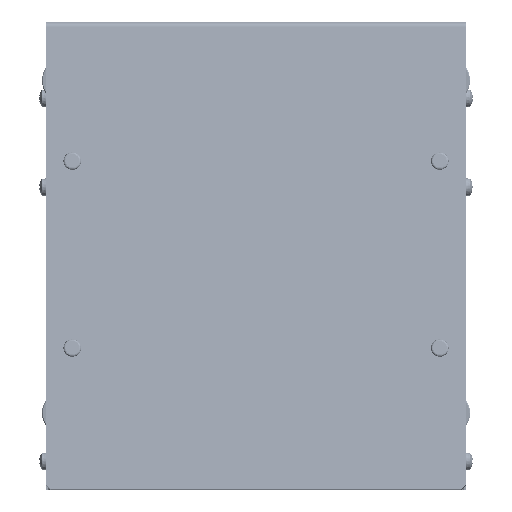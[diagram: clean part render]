
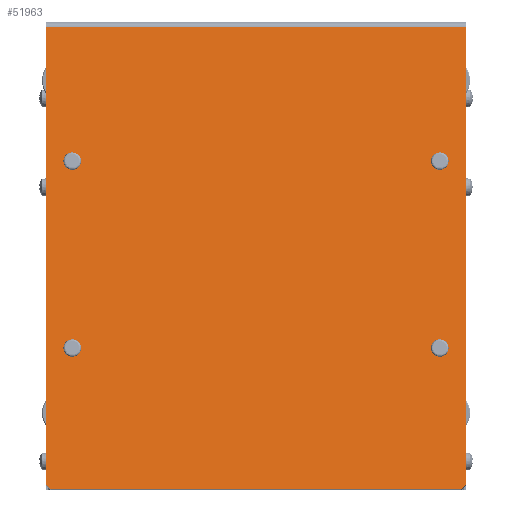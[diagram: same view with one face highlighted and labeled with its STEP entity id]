
A CAD part, left-side view. The second image highlights one B-rep face of the part: STEP entity #51963.
In plain terms, the highlighted face is planar.
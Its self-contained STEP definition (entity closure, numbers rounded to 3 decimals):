
#2993=FACE_BOUND('',#10505,.T.);
#2994=FACE_BOUND('',#10506,.T.);
#2995=FACE_BOUND('',#10507,.T.);
#2996=FACE_BOUND('',#10508,.T.);
#4474=CIRCLE('',#55995,2.);
#4476=CIRCLE('',#55998,2.);
#4478=CIRCLE('',#56001,2.);
#4480=CIRCLE('',#56004,2.);
#7126=FACE_OUTER_BOUND('',#10504,.T.);
#10504=EDGE_LOOP('',(#44378,#44379,#44380,#44381,#44382,#44383));
#10505=EDGE_LOOP('',(#44384));
#10506=EDGE_LOOP('',(#44385));
#10507=EDGE_LOOP('',(#44386));
#10508=EDGE_LOOP('',(#44387));
#15701=LINE('',#83649,#20641);
#15705=LINE('',#83657,#20645);
#15708=LINE('',#83663,#20648);
#15709=LINE('',#83665,#20649);
#15710=LINE('',#83667,#20650);
#15711=LINE('',#83668,#20651);
#20641=VECTOR('',#68168,2.828);
#20645=VECTOR('',#68174,186.);
#20648=VECTOR('',#68179,210.483);
#20649=VECTOR('',#68180,190.);
#20650=VECTOR('',#68181,210.483);
#20651=VECTOR('',#68182,2.828);
#25039=VERTEX_POINT('',#83598);
#25041=VERTEX_POINT('',#83603);
#25043=VERTEX_POINT('',#83608);
#25045=VERTEX_POINT('',#83613);
#25057=VERTEX_POINT('',#83647);
#25058=VERTEX_POINT('',#83648);
#25061=VERTEX_POINT('',#83656);
#25063=VERTEX_POINT('',#83662);
#25064=VERTEX_POINT('',#83664);
#25065=VERTEX_POINT('',#83666);
#31713=EDGE_CURVE('',#25039,#25039,#4474,.T.);
#31715=EDGE_CURVE('',#25041,#25041,#4476,.T.);
#31717=EDGE_CURVE('',#25043,#25043,#4478,.T.);
#31719=EDGE_CURVE('',#25045,#25045,#4480,.T.);
#31735=EDGE_CURVE('',#25057,#25058,#15701,.T.);
#31739=EDGE_CURVE('',#25058,#25061,#15705,.T.);
#31742=EDGE_CURVE('',#25063,#25057,#15708,.T.);
#31743=EDGE_CURVE('',#25063,#25064,#15709,.T.);
#31744=EDGE_CURVE('',#25065,#25064,#15710,.T.);
#31745=EDGE_CURVE('',#25061,#25065,#15711,.T.);
#44378=ORIENTED_EDGE('',*,*,#31735,.F.);
#44379=ORIENTED_EDGE('',*,*,#31742,.F.);
#44380=ORIENTED_EDGE('',*,*,#31743,.T.);
#44381=ORIENTED_EDGE('',*,*,#31744,.F.);
#44382=ORIENTED_EDGE('',*,*,#31745,.F.);
#44383=ORIENTED_EDGE('',*,*,#31739,.F.);
#44384=ORIENTED_EDGE('',*,*,#31713,.T.);
#44385=ORIENTED_EDGE('',*,*,#31715,.T.);
#44386=ORIENTED_EDGE('',*,*,#31717,.T.);
#44387=ORIENTED_EDGE('',*,*,#31719,.T.);
#49591=PLANE('',#56012);
#51963=ADVANCED_FACE('',(#7126,#2993,#2994,#2995,#2996),#49591,.T.);
#55995=AXIS2_PLACEMENT_3D('',#83599,#68121,#68122);
#55998=AXIS2_PLACEMENT_3D('',#83604,#68127,#68128);
#56001=AXIS2_PLACEMENT_3D('',#83609,#68133,#68134);
#56004=AXIS2_PLACEMENT_3D('',#83614,#68139,#68140);
#56012=AXIS2_PLACEMENT_3D('',#83661,#68177,#68178);
#68121=DIRECTION('center_axis',(0.,0.,-1.));
#68122=DIRECTION('ref_axis',(1.,0.,0.));
#68127=DIRECTION('center_axis',(0.,0.,-1.));
#68128=DIRECTION('ref_axis',(1.,0.,0.));
#68133=DIRECTION('center_axis',(0.,0.,-1.));
#68134=DIRECTION('ref_axis',(1.,0.,0.));
#68139=DIRECTION('center_axis',(0.,0.,-1.));
#68140=DIRECTION('ref_axis',(1.,0.,0.));
#68168=DIRECTION('',(0.707,0.707,0.));
#68174=DIRECTION('',(1.,0.,0.));
#68177=DIRECTION('center_axis',(0.,0.,1.));
#68178=DIRECTION('ref_axis',(1.,0.,0.));
#68179=DIRECTION('',(0.,1.,0.));
#68180=DIRECTION('',(1.,0.,0.));
#68181=DIRECTION('',(0.,-1.,0.));
#68182=DIRECTION('',(0.707,-0.707,0.));
#83598=CARTESIAN_POINT('',(-81.25,-43.5,1.5));
#83599=CARTESIAN_POINT('Origin',(-83.25,-43.5,1.5));
#83603=CARTESIAN_POINT('',(85.25,-43.5,1.5));
#83604=CARTESIAN_POINT('Origin',(83.25,-43.5,1.5));
#83608=CARTESIAN_POINT('',(85.25,42.5,1.5));
#83609=CARTESIAN_POINT('Origin',(83.25,42.5,1.5));
#83613=CARTESIAN_POINT('',(-81.25,42.5,1.5));
#83614=CARTESIAN_POINT('Origin',(-83.25,42.5,1.5));
#83647=CARTESIAN_POINT('',(-95.,105.5,1.5));
#83648=CARTESIAN_POINT('',(-93.,107.5,1.5));
#83649=CARTESIAN_POINT('',(-97.125,103.375,1.5));
#83656=CARTESIAN_POINT('',(93.,107.5,1.5));
#83657=CARTESIAN_POINT('',(95.,107.5,1.5));
#83661=CARTESIAN_POINT('Origin',(0.,0.,
1.5));
#83662=CARTESIAN_POINT('',(-95.,-104.983,1.5));
#83663=CARTESIAN_POINT('',(-95.,107.5,1.5));
#83664=CARTESIAN_POINT('',(95.,-104.983,1.5));
#83665=CARTESIAN_POINT('',(-47.5,-104.983,1.5));
#83666=CARTESIAN_POINT('',(95.,105.5,1.5));
#83667=CARTESIAN_POINT('',(95.,-107.5,1.5));
#83668=CARTESIAN_POINT('',(97.125,103.375,1.5));
